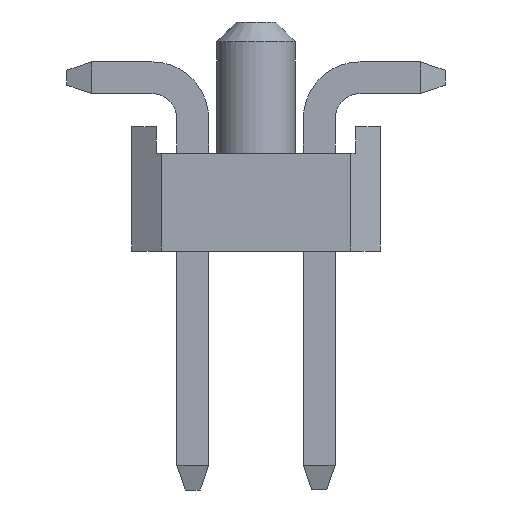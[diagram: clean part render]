
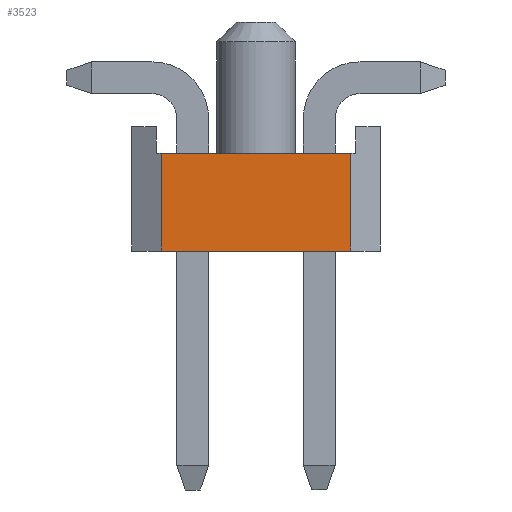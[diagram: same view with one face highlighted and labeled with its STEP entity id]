
A CAD part, front view. The second image highlights one B-rep face of the part: STEP entity #3523.
In plain terms, the highlighted planar face has unit normal (0, -1, 0).
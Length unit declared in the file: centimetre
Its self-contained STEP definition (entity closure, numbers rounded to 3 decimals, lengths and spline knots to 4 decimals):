
#207=FACE_OUTER_BOUND('',#413,.T.);
#413=EDGE_LOOP('',(#2888,#2889,#2890,#2891));
#836=LINE('',#5470,#1292);
#861=LINE('',#5517,#1317);
#862=LINE('',#5519,#1318);
#863=LINE('',#5520,#1319);
#1292=VECTOR('',#4492,0.196);
#1317=VECTOR('',#4533,0.196);
#1318=VECTOR('',#4536,0.38);
#1319=VECTOR('',#4537,0.38);
#1644=VERTEX_POINT('',#5466);
#1646=VERTEX_POINT('',#5469);
#1659=VERTEX_POINT('',#5513);
#1660=VERTEX_POINT('',#5515);
#2077=EDGE_CURVE('',#1646,#1644,#836,.T.);
#2102=EDGE_CURVE('',#1660,#1659,#861,.T.);
#2103=EDGE_CURVE('',#1659,#1644,#862,.T.);
#2104=EDGE_CURVE('',#1646,#1660,#863,.T.);
#2888=ORIENTED_EDGE('',*,*,#2103,.F.);
#2889=ORIENTED_EDGE('',*,*,#2102,.F.);
#2890=ORIENTED_EDGE('',*,*,#2104,.F.);
#2891=ORIENTED_EDGE('',*,*,#2077,.T.);
#3321=PLANE('',#3756);
#3523=ADVANCED_FACE('',(#207),#3321,.F.);
#3756=AXIS2_PLACEMENT_3D('',#5518,#4534,#4535);
#4492=DIRECTION('',(0.,0.,1.));
#4533=DIRECTION('',(0.,0.,1.));
#4534=DIRECTION('center_axis',(0.,1.,0.));
#4535=DIRECTION('ref_axis',(-1.,0.,0.));
#4536=DIRECTION('',(1.,0.,0.));
#4537=DIRECTION('',(-1.,0.,0.));
#5466=CARTESIAN_POINT('',(-2.526,1.1344,0.1369));
#5469=CARTESIAN_POINT('',(-2.526,1.1344,-0.0591));
#5470=CARTESIAN_POINT('',(-2.526,1.1344,-0.0591));
#5513=CARTESIAN_POINT('',(-2.906,1.1344,0.1369));
#5515=CARTESIAN_POINT('',(-2.906,1.1344,-0.0591));
#5517=CARTESIAN_POINT('',(-2.906,1.1344,-0.0591));
#5518=CARTESIAN_POINT('Origin',(-2.526,1.1344,-0.0591));
#5519=CARTESIAN_POINT('',(-2.721,1.1344,0.1369));
#5520=CARTESIAN_POINT('',(-2.526,1.1344,-0.0591));
